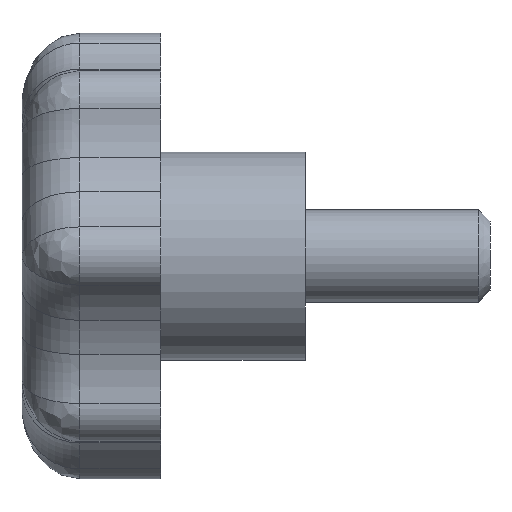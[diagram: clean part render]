
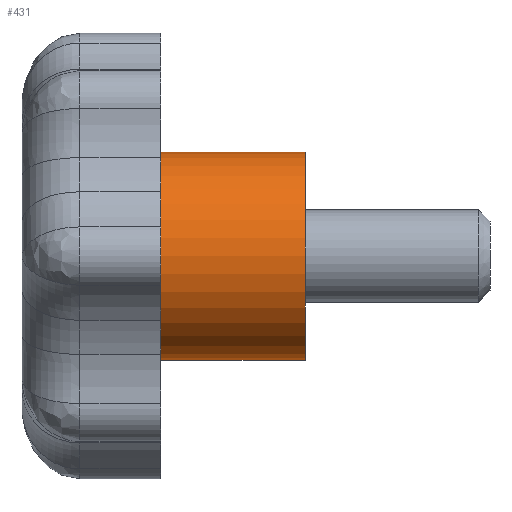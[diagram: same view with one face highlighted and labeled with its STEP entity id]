
A CAD part, left-side view. The second image highlights one B-rep face of the part: STEP entity #431.
In plain terms, the highlighted cylindrical face has radius 9 mm (diameter 18 mm), a partial arc.
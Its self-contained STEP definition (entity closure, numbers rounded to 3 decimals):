
#7 = EDGE_LOOP ( 'NONE', ( #846, #153, #194, #1973 ) ) ;
#37 = VERTEX_POINT ( 'NONE', #826 ) ;
#153 = ORIENTED_EDGE ( 'NONE', *, *, #557, .T. ) ;
#194 = ORIENTED_EDGE ( 'NONE', *, *, #2920, .T. ) ;
#203 = CARTESIAN_POINT ( 'NONE',  ( 0., 21.3, 0. ) ) ;
#429 = VERTEX_POINT ( 'NONE', #1035 ) ;
#431 = ADVANCED_FACE ( 'NONE', ( #2926 ), #2867, .T. ) ;
#535 = CARTESIAN_POINT ( 'NONE',  ( 0., -0.2, 0. ) ) ;
#555 = DIRECTION ( 'NONE',  ( 0., 0., 1. ) ) ;
#557 = EDGE_CURVE ( 'NONE', #1243, #1135, #593, .T. ) ;
#593 = CIRCLE ( 'NONE', #3026, 9. ) ;
#803 = LINE ( 'NONE', #1064, #1809 ) ;
#826 = CARTESIAN_POINT ( 'NONE',  ( 0., 21.3, -9. ) ) ;
#846 = ORIENTED_EDGE ( 'NONE', *, *, #3711, .F. ) ;
#1035 = CARTESIAN_POINT ( 'NONE',  ( 0., 21.3, 9. ) ) ;
#1064 = CARTESIAN_POINT ( 'NONE',  ( 0., 24.3, -9. ) ) ;
#1135 = VERTEX_POINT ( 'NONE', #3906 ) ;
#1163 = DIRECTION ( 'NONE',  ( 0., 1., 0. ) ) ;
#1169 = AXIS2_PLACEMENT_3D ( 'NONE', #1342, #1360, #2247 ) ;
#1170 = CARTESIAN_POINT ( 'NONE',  ( 0., -0.2, -9. ) ) ;
#1243 = VERTEX_POINT ( 'NONE', #1170 ) ;
#1342 = CARTESIAN_POINT ( 'NONE',  ( 0., 24.3, 0. ) ) ;
#1360 = DIRECTION ( 'NONE',  ( 0., 1., 0. ) ) ;
#1430 = DIRECTION ( 'NONE',  ( 0., 0., -1. ) ) ;
#1760 = CARTESIAN_POINT ( 'NONE',  ( 0., 24.3, 9. ) ) ;
#1809 = VECTOR ( 'NONE', #2004, 1000. ) ;
#1857 = EDGE_CURVE ( 'NONE', #37, #429, #3488, .T. ) ;
#1973 = ORIENTED_EDGE ( 'NONE', *, *, #1857, .F. ) ;
#2004 = DIRECTION ( 'NONE',  ( 0., 1., 0. ) ) ;
#2077 = DIRECTION ( 'NONE',  ( 0., 1., 0. ) ) ;
#2247 = DIRECTION ( 'NONE',  ( 0., 0., 1. ) ) ;
#2283 = VECTOR ( 'NONE', #2077, 1000. ) ;
#2686 = DIRECTION ( 'NONE',  ( 0., 1., 0. ) ) ;
#2867 = CYLINDRICAL_SURFACE ( 'NONE', #1169, 9. ) ;
#2920 = EDGE_CURVE ( 'NONE', #1135, #429, #3643, .T. ) ;
#2926 = FACE_OUTER_BOUND ( 'NONE', #7, .T. ) ;
#3026 = AXIS2_PLACEMENT_3D ( 'NONE', #535, #2686, #555 ) ;
#3429 = AXIS2_PLACEMENT_3D ( 'NONE', #203, #1163, #1430 ) ;
#3488 = CIRCLE ( 'NONE', #3429, 9. ) ;
#3643 = LINE ( 'NONE', #1760, #2283 ) ;
#3711 = EDGE_CURVE ( 'NONE', #1243, #37, #803, .T. ) ;
#3906 = CARTESIAN_POINT ( 'NONE',  ( 0., -0.2, 9. ) ) ;
